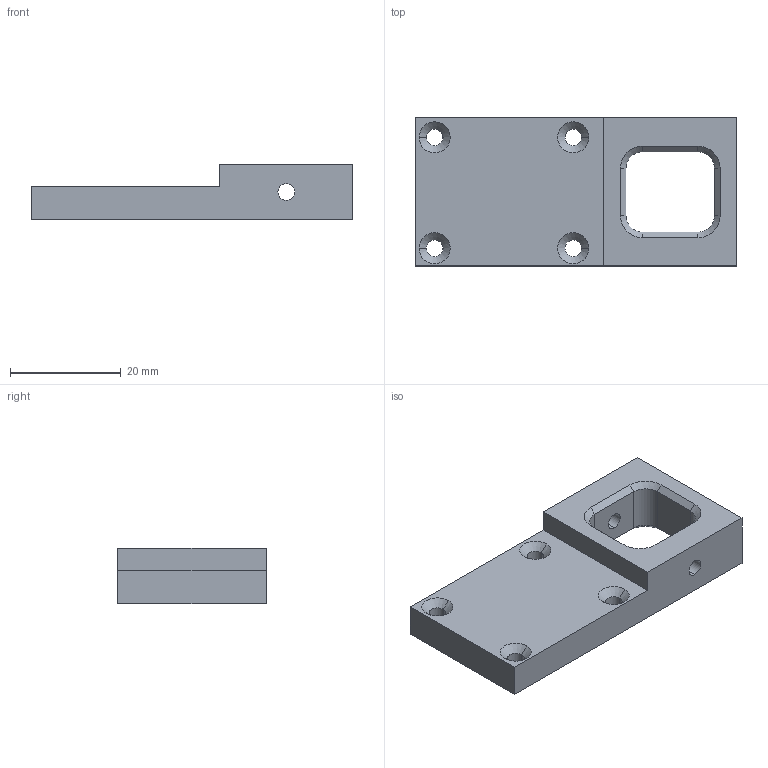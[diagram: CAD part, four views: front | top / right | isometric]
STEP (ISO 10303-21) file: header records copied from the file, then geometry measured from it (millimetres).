
FILE_DESCRIPTION (( 'STEP AP214' ), '1' );
FILE_NAME ('bloc_chariot.STEP', '2023-01-16T09:52:45', ( '' ), ( '' ), 'SwSTEP 2.0', 'SolidWorks 2021', '' );
FILE_SCHEMA (( 'AUTOMOTIVE_DESIGN' ));
Length unit declared in the file: millimetre
Products named in the file (1): bloc_chariot
Bounding box: 58 x 26.7 x 10 mm (x, y, z)
Volume: 9160.5 mm3; surface area: 4905.5 mm2
Topology: 1 solids, 1 shells, 64 faces, 155 edges, 95 vertices
Faces by surface type: plane 24, cylinder 23, cone 17
Entity records: 1928 total; most frequent: DIRECTION 344, CARTESIAN_POINT 327, ORIENTED_EDGE 310, EDGE_CURVE 155, AXIS2_PLACEMENT_3D 128, VERTEX_POINT 95, VECTOR 88, LINE 88
